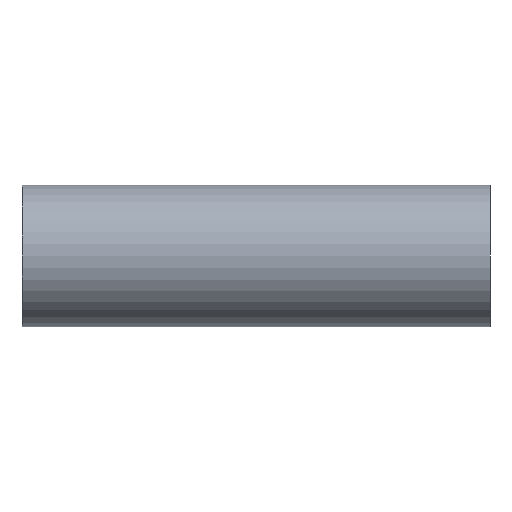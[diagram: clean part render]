
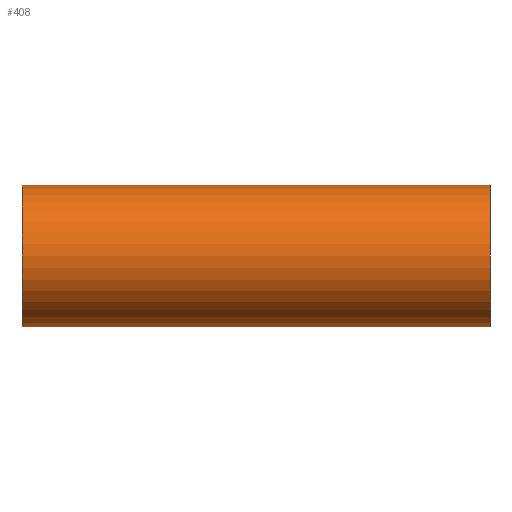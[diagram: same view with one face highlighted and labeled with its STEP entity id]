
A CAD part, left-side view. The second image highlights one B-rep face of the part: STEP entity #408.
In plain terms, the highlighted cylindrical face has radius 62.5 mm (diameter 125 mm), a partial arc.
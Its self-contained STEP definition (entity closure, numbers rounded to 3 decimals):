
#10 = EDGE_CURVE ( 'NONE', #249, #275, #472, .T. ) ;
#13 = CIRCLE ( 'NONE', #106, 62.5 ) ;
#19 = ORIENTED_EDGE ( 'NONE', *, *, #10, .F. ) ;
#23 = ORIENTED_EDGE ( 'NONE', *, *, #68, .T. ) ;
#40 = VECTOR ( 'NONE', #120, 1000. ) ;
#54 = CARTESIAN_POINT ( 'NONE',  ( 0., 0., 62.5 ) ) ;
#68 = EDGE_CURVE ( 'NONE', #105, #275, #13, .T. ) ;
#74 = LINE ( 'NONE', #446, #40 ) ;
#77 = VECTOR ( 'NONE', #476, 1000. ) ;
#78 = VERTEX_POINT ( 'NONE', #325 ) ;
#99 = EDGE_CURVE ( 'NONE', #78, #249, #478, .T. ) ;
#102 = ORIENTED_EDGE ( 'NONE', *, *, #99, .F. ) ;
#104 = CARTESIAN_POINT ( 'NONE',  ( 0., 135., -62.5 ) ) ;
#105 = VERTEX_POINT ( 'NONE', #144 ) ;
#106 = AXIS2_PLACEMENT_3D ( 'NONE', #173, #281, #214 ) ;
#120 = DIRECTION ( 'NONE',  ( 0., -1., 0. ) ) ;
#136 = CARTESIAN_POINT ( 'NONE',  ( 0., 412., 62.5 ) ) ;
#137 = DIRECTION ( 'NONE',  ( 0., 0., 1. ) ) ;
#144 = CARTESIAN_POINT ( 'NONE',  ( 0., 0., -62.5 ) ) ;
#150 = DIRECTION ( 'NONE',  ( 0., 0., -1. ) ) ;
#155 = CYLINDRICAL_SURFACE ( 'NONE', #407, 62.5 ) ;
#168 = ORIENTED_EDGE ( 'NONE', *, *, #345, .T. ) ;
#173 = CARTESIAN_POINT ( 'NONE',  ( 0., 0., 0. ) ) ;
#176 = CARTESIAN_POINT ( 'NONE',  ( 0., 412., 62.5 ) ) ;
#184 = EDGE_CURVE ( 'NONE', #280, #78, #458, .T. ) ;
#212 = CARTESIAN_POINT ( 'NONE',  ( 0., 135., 62.5 ) ) ;
#214 = DIRECTION ( 'NONE',  ( 0., 0., 1. ) ) ;
#226 = VERTEX_POINT ( 'NONE', #104 ) ;
#237 = VECTOR ( 'NONE', #410, 1000. ) ;
#249 = VERTEX_POINT ( 'NONE', #212 ) ;
#260 = LINE ( 'NONE', #297, #237 ) ;
#275 = VERTEX_POINT ( 'NONE', #54 ) ;
#276 = VECTOR ( 'NONE', #388, 1000. ) ;
#279 = AXIS2_PLACEMENT_3D ( 'NONE', #329, #393, #137 ) ;
#280 = VERTEX_POINT ( 'NONE', #479 ) ;
#281 = DIRECTION ( 'NONE',  ( 0., 1., 0. ) ) ;
#297 = CARTESIAN_POINT ( 'NONE',  ( 0., 412., -62.5 ) ) ;
#319 = ORIENTED_EDGE ( 'NONE', *, *, #184, .F. ) ;
#325 = CARTESIAN_POINT ( 'NONE',  ( 0., 412., 62.5 ) ) ;
#329 = CARTESIAN_POINT ( 'NONE',  ( 0., 412., 0. ) ) ;
#338 = EDGE_LOOP ( 'NONE', ( #102, #319, #369, #168, #23, #19 ) ) ;
#339 = CARTESIAN_POINT ( 'NONE',  ( 0., 412., 0. ) ) ;
#342 = DIRECTION ( 'NONE',  ( 0., -1., 0. ) ) ;
#345 = EDGE_CURVE ( 'NONE', #226, #105, #74, .T. ) ;
#369 = ORIENTED_EDGE ( 'NONE', *, *, #377, .T. ) ;
#372 = FACE_OUTER_BOUND ( 'NONE', #338, .T. ) ;
#377 = EDGE_CURVE ( 'NONE', #280, #226, #260, .T. ) ;
#388 = DIRECTION ( 'NONE',  ( 0., -1., 0. ) ) ;
#393 = DIRECTION ( 'NONE',  ( 0., 1., 0. ) ) ;
#407 = AXIS2_PLACEMENT_3D ( 'NONE', #339, #342, #150 ) ;
#408 = ADVANCED_FACE ( 'NONE', ( #372 ), #155, .T. ) ;
#410 = DIRECTION ( 'NONE',  ( 0., -1., 0. ) ) ;
#446 = CARTESIAN_POINT ( 'NONE',  ( 0., 412., -62.5 ) ) ;
#458 = CIRCLE ( 'NONE', #279, 62.5 ) ;
#472 = LINE ( 'NONE', #136, #276 ) ;
#476 = DIRECTION ( 'NONE',  ( 0., -1., 0. ) ) ;
#478 = LINE ( 'NONE', #176, #77 ) ;
#479 = CARTESIAN_POINT ( 'NONE',  ( 0., 412., -62.5 ) ) ;
